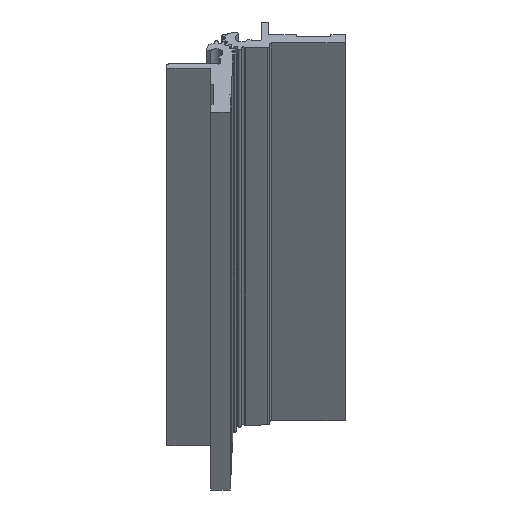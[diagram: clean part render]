
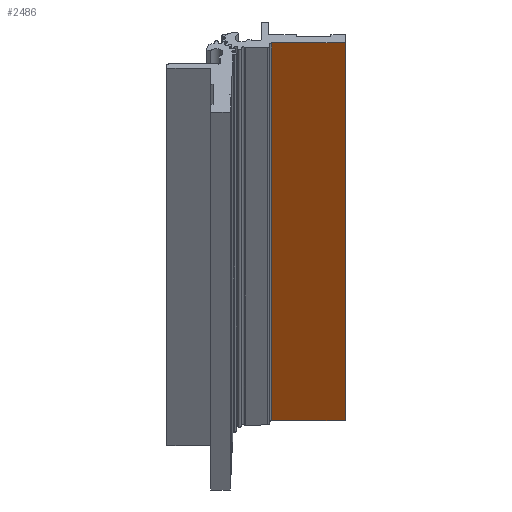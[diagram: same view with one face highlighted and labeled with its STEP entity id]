
A CAD part, isometric view. The second image highlights one B-rep face of the part: STEP entity #2486.
In plain terms, the highlighted face is planar.
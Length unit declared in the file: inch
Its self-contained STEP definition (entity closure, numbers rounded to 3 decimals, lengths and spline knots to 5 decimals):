
#1707=DIRECTION('',(1.,0.,0.));
#1708=VECTOR('',#1707,0.795);
#1709=CARTESIAN_POINT('',(-1.12,-0.094,0.));
#1710=LINE('',#1709,#1708);
#1742=DIRECTION('',(0.,0.,1.));
#1743=VECTOR('',#1742,5.);
#1744=CARTESIAN_POINT('',(-0.325,-0.094,0.));
#1745=LINE('',#1744,#1743);
#1751=DIRECTION('',(0.,0.,1.));
#1752=VECTOR('',#1751,5.);
#1753=CARTESIAN_POINT('',(-1.12,-0.094,0.));
#1754=LINE('',#1753,#1752);
#1844=DIRECTION('',(1.,0.,0.));
#1845=VECTOR('',#1844,0.795);
#1846=CARTESIAN_POINT('',(-1.12,-0.094,5.));
#1847=LINE('',#1846,#1845);
#2252=CARTESIAN_POINT('',(-1.12,-0.094,0.));
#2253=VERTEX_POINT('',#2252);
#2274=CARTESIAN_POINT('',(-1.12,-0.094,5.));
#2275=VERTEX_POINT('',#2274);
#2288=CARTESIAN_POINT('',(-0.325,-0.094,0.));
#2289=CARTESIAN_POINT('',(-0.325,-0.094,5.));
#2290=VERTEX_POINT('',#2288);
#2291=VERTEX_POINT('',#2289);
#2473=CARTESIAN_POINT('',(-1.12,-0.094,0.));
#2474=DIRECTION('',(0.,-1.,0.));
#2475=DIRECTION('',(1.,0.,0.));
#2476=AXIS2_PLACEMENT_3D('',#2473,#2474,#2475);
#2477=PLANE('',#2476);
#2478=ORIENTED_EDGE('',*,*,#2466,.F.);
#2479=ORIENTED_EDGE('',*,*,#2405,.F.);
#2481=ORIENTED_EDGE('',*,*,#2480,.T.);
#2483=ORIENTED_EDGE('',*,*,#2482,.T.);
#2484=EDGE_LOOP('',(#2478,#2479,#2481,#2483));
#2485=FACE_OUTER_BOUND('',#2484,.F.);
#2486=ADVANCED_FACE('',(#2485),#2477,.T.);
#2405=EDGE_CURVE('',#2253,#2290,#1710,.T.);
#2466=EDGE_CURVE('',#2290,#2291,#1745,.T.);
#2480=EDGE_CURVE('',#2253,#2275,#1754,.T.);
#2482=EDGE_CURVE('',#2275,#2291,#1847,.T.);
